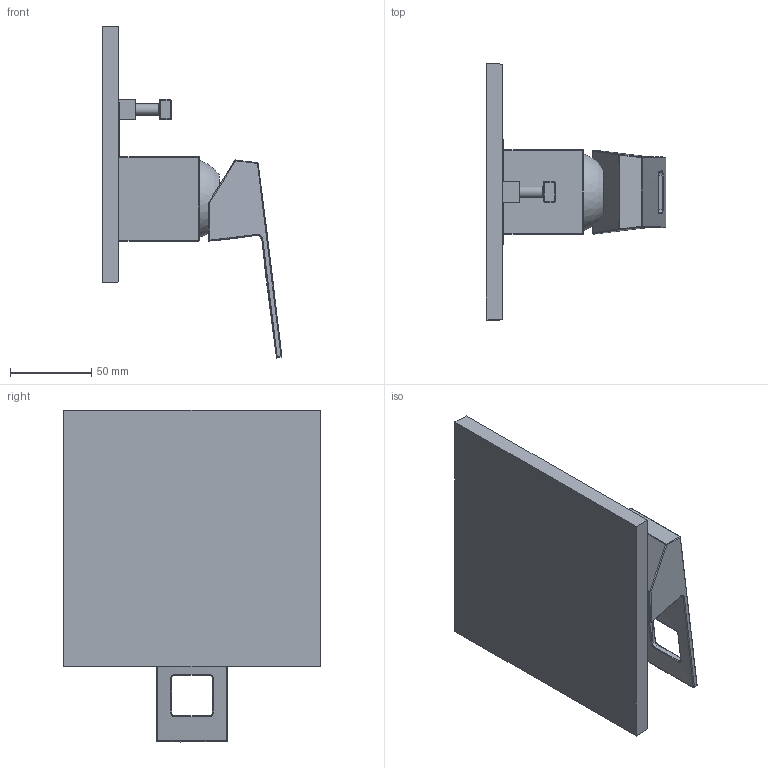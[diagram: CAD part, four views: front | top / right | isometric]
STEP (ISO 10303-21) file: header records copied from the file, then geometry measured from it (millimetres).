
FILE_DESCRIPTION(/* description */ ('Unknown'),/* implementation_level */ '2;1');
FILE_NAME(/* name */ '24062000',/* time_stamp */ '2022-09-01T04:40:31+02:00',/* author */ ('Unknown'),/* organization */ ('GROHE AG'),/* preprocessor_version */ 'ST-DEVELOPER v16.7',/* originating_system */ 'DEX',/* authorisation */ $);
FILE_SCHEMA (('AUTOMOTIVE_DESIGN {1 0 10303 214 3 1 1}'));
Length unit declared in the file: millimetre
Products named in the file (6): 24062000; 24062000_0; Z51090_model1; skin#141; 160811_SMC_ RosetteTHM_Central_Square_Facette_158mm_Lob
Assembly tree (5 placements, depth 2):
  24062000
    24062000
    24062000_0
    Z51090_model1
    skin#141
    160811_SMC_ RosetteTHM_Central_Square_Facette_158mm_Lob
Bounding box: 110.65 x 158 x 204.47 mm (x, y, z)
Volume: 497621.9 mm3; surface area: 97603.5 mm2
Topology: 5 solids, 7 shells, 190 faces, 428 edges, 242 vertices
Faces by surface type: plane 58, cylinder 56, bspline 43, sphere 24, torus 5, cone 4
Full cylindrical faces by diameter (mm): 3.05 x1, 3.242 x1, 4.917 x1, 7 x1, 9.8 x1, 23 x1
Entity records: 7368 total; most frequent: CARTESIAN_POINT 2278, ORIENTED_EDGE 776, DIRECTION 722, EDGE_CURVE 388, AXIS2_PLACEMENT_3D 298, VERTEX_POINT 234, FACE_BOUND 216, EDGE_LOOP 214
